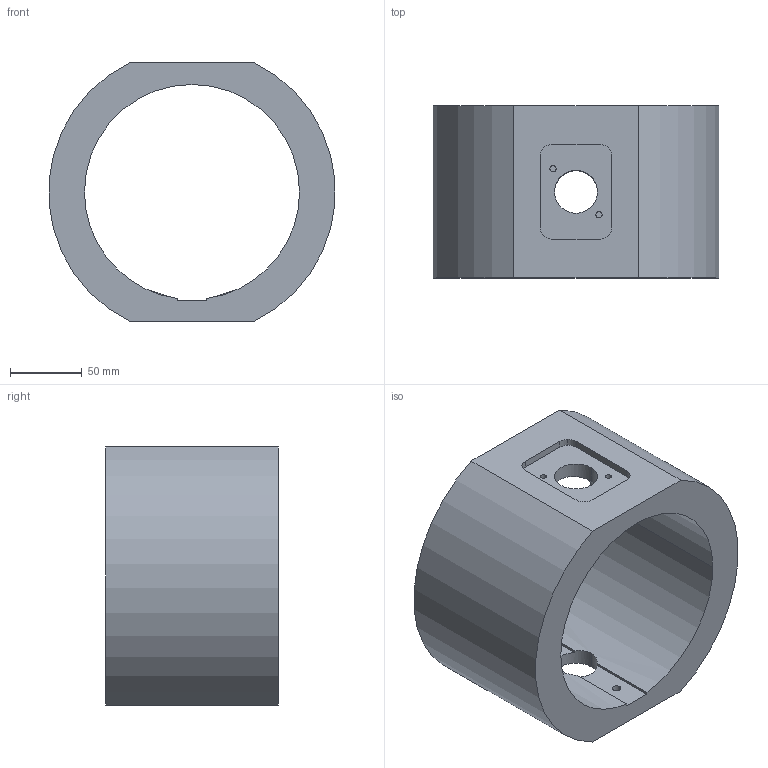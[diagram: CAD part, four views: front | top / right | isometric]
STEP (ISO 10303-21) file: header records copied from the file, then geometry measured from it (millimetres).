
FILE_DESCRIPTION(('produced by SPATIAL CORP'),'2;1');
FILE_NAME('support_frame.hh.sat.stp', '2002-04-12T11:54:45+00:00',('SPATIAL CORP'),('SPATIAL CORP'), 'ACIS STEP Husk','http://www.spatial.com','SPATIAL CORP');
FILE_SCHEMA(('CONFIG_CONTROL_DESIGN'));
Length unit declared in the file: millimetre
Products named in the file (1): PRODUCT_ID_1
Bounding box: 199.26 x 120 x 180 mm (x, y, z)
Volume: 1463273.4 mm3; surface area: 158386.7 mm2
Topology: 1 solids, 1 shells, 55 faces, 150 edges, 100 vertices
Faces by surface type: cylinder 33, plane 22
Entity records: 1690 total; most frequent: CARTESIAN_POINT 358, ORIENTED_EDGE 300, DIRECTION 208, EDGE_CURVE 150, VERTEX_POINT 100, VECTOR 76, LINE 76, EDGE_LOOP 68
